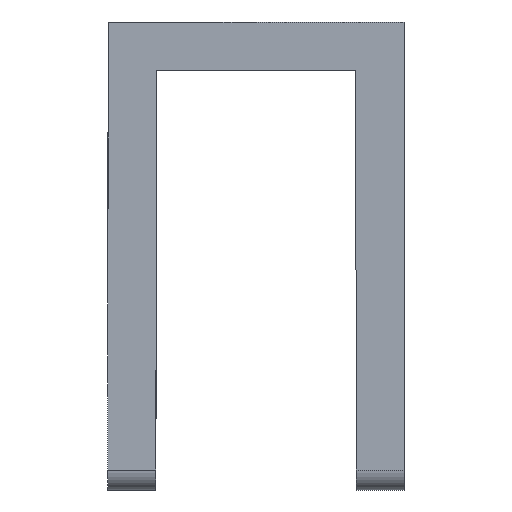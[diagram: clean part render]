
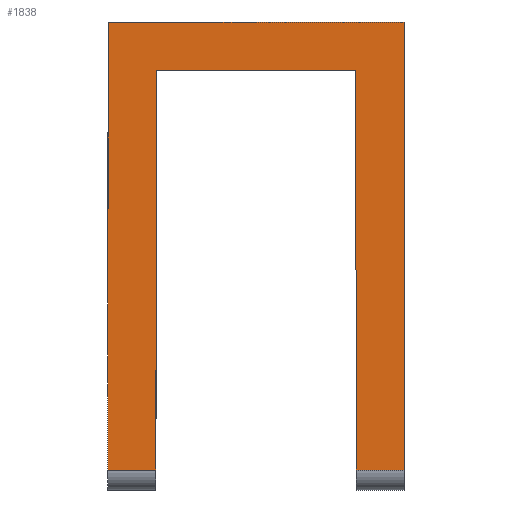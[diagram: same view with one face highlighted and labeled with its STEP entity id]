
A CAD part, front view. The second image highlights one B-rep face of the part: STEP entity #1838.
In plain terms, the highlighted planar face has unit normal (0, -1, 0).
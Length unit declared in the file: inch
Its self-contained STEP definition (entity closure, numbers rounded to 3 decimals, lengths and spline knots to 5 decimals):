
#25 = VECTOR ( 'NONE', #1869, 39.37008 ) ;
#77 = CARTESIAN_POINT ( 'NONE',  ( 0.185, 0., -0.525 ) ) ;
#153 = FACE_OUTER_BOUND ( 'NONE', #1703, .T. ) ;
#253 = EDGE_CURVE ( 'NONE', #1805, #2144, #1827, .T. ) ;
#275 = DIRECTION ( 'NONE',  ( -1., 0., 0. ) ) ;
#289 = VECTOR ( 'NONE', #1225, 39.37008 ) ;
#313 = LINE ( 'NONE', #77, #1333 ) ;
#323 = AXIS2_PLACEMENT_3D ( 'NONE', #1292, #1150, #1257 ) ;
#325 = CARTESIAN_POINT ( 'NONE',  ( 0., 0., 0. ) ) ;
#347 = CARTESIAN_POINT ( 'NONE',  ( 0., 0., -0.5 ) ) ;
#381 = DIRECTION ( 'NONE',  ( 1., 0., 0. ) ) ;
#489 = VERTEX_POINT ( 'NONE', #1319 ) ;
#526 = CARTESIAN_POINT ( 'NONE',  ( -0.125, 0., -0.525 ) ) ;
#538 = CARTESIAN_POINT ( 'NONE',  ( -0.185, 0., -0.5 ) ) ;
#546 = ORIENTED_EDGE ( 'NONE', *, *, #1585, .F. ) ;
#585 = ORIENTED_EDGE ( 'NONE', *, *, #1390, .T. ) ;
#604 = DIRECTION ( 'NONE',  ( 0., 0., -1. ) ) ;
#612 = ORIENTED_EDGE ( 'NONE', *, *, #1123, .F. ) ;
#618 = LINE ( 'NONE', #526, #2502 ) ;
#647 = CARTESIAN_POINT ( 'NONE',  ( -0.125, 0., 0. ) ) ;
#648 = ORIENTED_EDGE ( 'NONE', *, *, #2449, .F. ) ;
#695 = VERTEX_POINT ( 'NONE', #728 ) ;
#728 = CARTESIAN_POINT ( 'NONE',  ( -0.125, 0., -0.5 ) ) ;
#781 = CARTESIAN_POINT ( 'NONE',  ( -0.185, 0., 0.06 ) ) ;
#782 = CARTESIAN_POINT ( 'NONE',  ( 0.185, 0., 0.06 ) ) ;
#832 = VECTOR ( 'NONE', #1986, 39.37008 ) ;
#851 = DIRECTION ( 'NONE',  ( 0., 0., 1. ) ) ;
#1123 = EDGE_CURVE ( 'NONE', #2390, #695, #618, .T. ) ;
#1145 = VECTOR ( 'NONE', #275, 39.37008 ) ;
#1150 = DIRECTION ( 'NONE',  ( 0., 1., 0. ) ) ;
#1204 = LINE ( 'NONE', #781, #1600 ) ;
#1225 = DIRECTION ( 'NONE',  ( 0., 0., 1. ) ) ;
#1230 = CARTESIAN_POINT ( 'NONE',  ( 0.125, 0., 0. ) ) ;
#1257 = DIRECTION ( 'NONE',  ( 0., 0., 1. ) ) ;
#1284 = PLANE ( 'NONE',  #323 ) ;
#1292 = CARTESIAN_POINT ( 'NONE',  ( 0., 0., 0. ) ) ;
#1319 = CARTESIAN_POINT ( 'NONE',  ( 0.125, 0., 0. ) ) ;
#1333 = VECTOR ( 'NONE', #2503, 39.37008 ) ;
#1390 = EDGE_CURVE ( 'NONE', #2388, #695, #1631, .T. ) ;
#1567 = CARTESIAN_POINT ( 'NONE',  ( 0.125, 0., -0.5 ) ) ;
#1585 = EDGE_CURVE ( 'NONE', #2388, #2009, #1204, .T. ) ;
#1600 = VECTOR ( 'NONE', #851, 39.37008 ) ;
#1631 = LINE ( 'NONE', #1880, #25 ) ;
#1663 = LINE ( 'NONE', #325, #1145 ) ;
#1703 = EDGE_LOOP ( 'NONE', ( #546, #585, #612, #648, #2190, #2238, #2179, #2299 ) ) ;
#1734 = CARTESIAN_POINT ( 'NONE',  ( 0.185, 0., -0.5 ) ) ;
#1735 = EDGE_CURVE ( 'NONE', #2009, #1886, #2328, .T. ) ;
#1796 = LINE ( 'NONE', #1230, #289 ) ;
#1805 = VERTEX_POINT ( 'NONE', #1567 ) ;
#1827 = LINE ( 'NONE', #347, #2251 ) ;
#1838 = ADVANCED_FACE ( 'NONE', ( #153 ), #1284, .F. ) ;
#1869 = DIRECTION ( 'NONE',  ( 1., 0., 0. ) ) ;
#1880 = CARTESIAN_POINT ( 'NONE',  ( 0., 0., -0.5 ) ) ;
#1886 = VERTEX_POINT ( 'NONE', #782 ) ;
#1956 = EDGE_CURVE ( 'NONE', #1886, #2144, #313, .T. ) ;
#1986 = DIRECTION ( 'NONE',  ( 1., 0., 0. ) ) ;
#2009 = VERTEX_POINT ( 'NONE', #2322 ) ;
#2024 = CARTESIAN_POINT ( 'NONE',  ( 0.185, 0., 0.06 ) ) ;
#2144 = VERTEX_POINT ( 'NONE', #1734 ) ;
#2179 = ORIENTED_EDGE ( 'NONE', *, *, #1956, .F. ) ;
#2190 = ORIENTED_EDGE ( 'NONE', *, *, #2237, .F. ) ;
#2237 = EDGE_CURVE ( 'NONE', #1805, #489, #1796, .T. ) ;
#2238 = ORIENTED_EDGE ( 'NONE', *, *, #253, .T. ) ;
#2251 = VECTOR ( 'NONE', #381, 39.37008 ) ;
#2299 = ORIENTED_EDGE ( 'NONE', *, *, #1735, .F. ) ;
#2322 = CARTESIAN_POINT ( 'NONE',  ( -0.185, 0., 0.06 ) ) ;
#2328 = LINE ( 'NONE', #2024, #832 ) ;
#2388 = VERTEX_POINT ( 'NONE', #538 ) ;
#2390 = VERTEX_POINT ( 'NONE', #647 ) ;
#2449 = EDGE_CURVE ( 'NONE', #489, #2390, #1663, .T. ) ;
#2502 = VECTOR ( 'NONE', #604, 39.37008 ) ;
#2503 = DIRECTION ( 'NONE',  ( 0., 0., -1. ) ) ;
